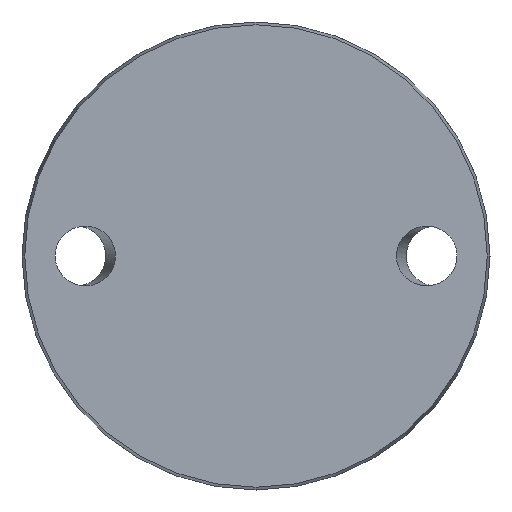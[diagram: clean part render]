
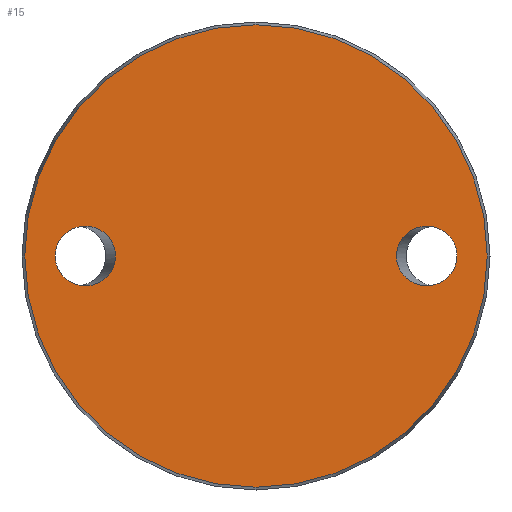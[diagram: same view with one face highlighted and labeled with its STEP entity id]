
A CAD part, front view. The second image highlights one B-rep face of the part: STEP entity #15.
In plain terms, the highlighted planar face has unit normal (0, -1, 0).
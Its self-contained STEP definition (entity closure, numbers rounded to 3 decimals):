
#15 = ADVANCED_FACE ( 'NONE', ( #128, #287, #342 ), #570, .F. ) ;
#55 = DIRECTION ( 'NONE',  ( 0., 1., 0. ) ) ;
#57 = CARTESIAN_POINT ( 'NONE',  ( 0., 0., -48.425 ) ) ;
#80 =( BOUNDED_CURVE ( )  B_SPLINE_CURVE ( 3, ( #222, #163, #379, #269, #217, #673, #493 ),
 .UNSPECIFIED., .T., .F. ) 
 B_SPLINE_CURVE_WITH_KNOTS ( ( 4, 3, 4 ),
 ( 0., 3.142, 6.283 ),
 .UNSPECIFIED. ) 
 CURVE ( )  GEOMETRIC_REPRESENTATION_ITEM ( )  RATIONAL_B_SPLINE_CURVE ( ( 1., 0.333, 0.333, 1., 0.333, 0.333, 1. ) ) 
 REPRESENTATION_ITEM ( '' )  );
#81 = CARTESIAN_POINT ( 'NONE',  ( 0., 0., 0. ) ) ;
#83 = EDGE_CURVE ( 'NONE', #336, #336, #734, .T. ) ;
#125 = VERTEX_POINT ( 'NONE', #57 ) ;
#128 = FACE_BOUND ( 'NONE', #160, .T. ) ;
#135 = DIRECTION ( 'NONE',  ( 0., 0., -1. ) ) ;
#141 = CARTESIAN_POINT ( 'NONE',  ( 29.413, 0., 0. ) ) ;
#160 = EDGE_LOOP ( 'NONE', ( #678 ) ) ;
#163 = CARTESIAN_POINT ( 'NONE',  ( -42.087, 0., 12.5 ) ) ;
#197 = CARTESIAN_POINT ( 'NONE',  ( 29.413, 0., -12.5 ) ) ;
#209 = AXIS2_PLACEMENT_3D ( 'NONE', #81, #257, #135 ) ;
#217 = CARTESIAN_POINT ( 'NONE',  ( -29.413, 0., -12.5 ) ) ;
#222 = CARTESIAN_POINT ( 'NONE',  ( -42.087, 0., 0. ) ) ;
#257 = DIRECTION ( 'NONE',  ( 0., -1., 0. ) ) ;
#269 = CARTESIAN_POINT ( 'NONE',  ( -29.413, 0., 0. ) ) ;
#287 = FACE_BOUND ( 'NONE', #522, .T. ) ;
#337 = AXIS2_PLACEMENT_3D ( 'NONE', #738, #55, #347 ) ;
#336 = VERTEX_POINT ( 'NONE', #410 ) ;
#342 = FACE_OUTER_BOUND ( 'NONE', #394, .T. ) ;
#347 = DIRECTION ( 'NONE',  ( 0., 0., 1. ) ) ;
#367 = CARTESIAN_POINT ( 'NONE',  ( 42.087, 0., 0. ) ) ;
#379 = CARTESIAN_POINT ( 'NONE',  ( -29.413, 0., 12.5 ) ) ;
#394 = EDGE_LOOP ( 'NONE', ( #631 ) ) ;
#410 = CARTESIAN_POINT ( 'NONE',  ( 42.087, 0., 0. ) ) ;
#449 = CIRCLE ( 'NONE', #209, 48.425 ) ;
#482 = EDGE_CURVE ( 'NONE', #125, #125, #449, .T. ) ;
#485 = CARTESIAN_POINT ( 'NONE',  ( 42.087, 0., -12.5 ) ) ;
#488 = CARTESIAN_POINT ( 'NONE',  ( 29.413, 0., 12.5 ) ) ;
#493 = CARTESIAN_POINT ( 'NONE',  ( -42.087, 0., 0. ) ) ;
#522 = EDGE_LOOP ( 'NONE', ( #669 ) ) ;
#561 = VERTEX_POINT ( 'NONE', #736 ) ;
#570 = PLANE ( 'NONE',  #337 ) ;
#578 = EDGE_CURVE ( 'NONE', #561, #561, #80, .T. ) ;
#631 = ORIENTED_EDGE ( 'NONE', *, *, #482, .T. ) ;
#643 = CARTESIAN_POINT ( 'NONE',  ( 42.087, 0., 0. ) ) ;
#669 = ORIENTED_EDGE ( 'NONE', *, *, #83, .T. ) ;
#673 = CARTESIAN_POINT ( 'NONE',  ( -42.087, 0., -12.5 ) ) ;
#678 = ORIENTED_EDGE ( 'NONE', *, *, #578, .T. ) ;
#716 = CARTESIAN_POINT ( 'NONE',  ( 42.087, 0., 12.5 ) ) ;
#734 =( BOUNDED_CURVE ( )  B_SPLINE_CURVE ( 3, ( #367, #485, #197, #141, #488, #716, #643 ),
 .UNSPECIFIED., .T., .F. ) 
 B_SPLINE_CURVE_WITH_KNOTS ( ( 4, 3, 4 ),
 ( 0., 3.142, 6.283 ),
 .UNSPECIFIED. ) 
 CURVE ( )  GEOMETRIC_REPRESENTATION_ITEM ( )  RATIONAL_B_SPLINE_CURVE ( ( 1., 0.333, 0.333, 1., 0.333, 0.333, 1. ) ) 
 REPRESENTATION_ITEM ( '' )  );
#736 = CARTESIAN_POINT ( 'NONE',  ( -42.087, 0., 0. ) ) ;
#738 = CARTESIAN_POINT ( 'NONE',  ( -48.425, 0., 0. ) ) ;
